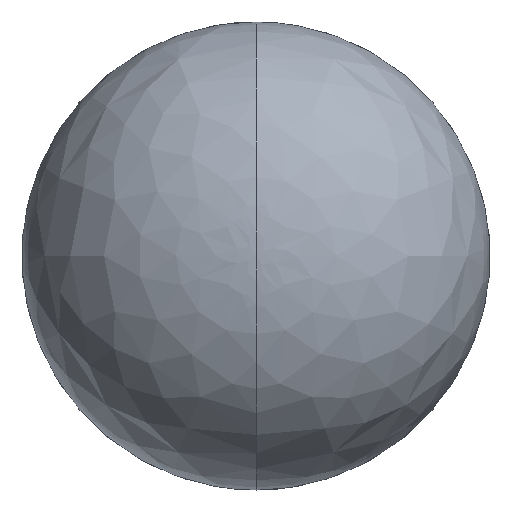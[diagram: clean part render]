
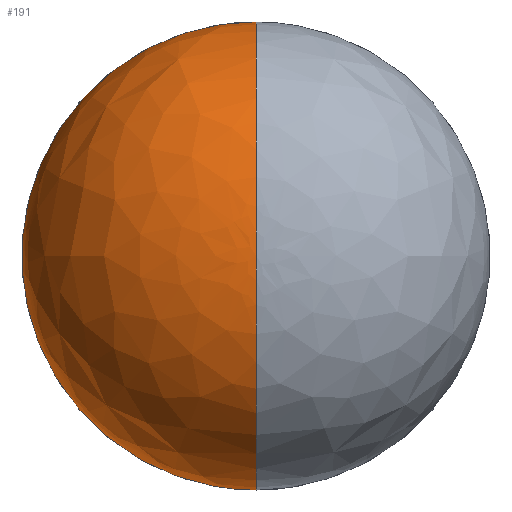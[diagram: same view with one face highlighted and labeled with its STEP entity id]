
A CAD part, top view. The second image highlights one B-rep face of the part: STEP entity #191.
In plain terms, the highlighted free-form (B-spline) face has degree [2, 3] with [5, 5] control points.
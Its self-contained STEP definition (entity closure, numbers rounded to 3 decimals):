
#42=B_SPLINE_CURVE_WITH_KNOTS('',3,(#1636,#1637,#1638,#1639,#1640),
 .UNSPECIFIED.,.F.,.F.,(4,1,4),(0.,104.01,194.5),
 .UNSPECIFIED.);
#43=B_SPLINE_CURVE_WITH_KNOTS('',3,(#1641,#1642,#1643,#1644,#1645),
 .UNSPECIFIED.,.F.,.F.,(4,1,4),(0.,104.01,194.5),
 .UNSPECIFIED.);
#91=(
BOUNDED_SURFACE()
B_SPLINE_SURFACE(2,3,((#1573,#1574,#1575,#1576,#1577),(#1578,#1579,#1580,
#1581,#1582),(#1583,#1584,#1585,#1586,#1587),(#1588,#1589,#1590,#1591,#1592),
(#1593,#1594,#1595,#1596,#1597)),.UNSPECIFIED.,.F.,.F.,.F.)
B_SPLINE_SURFACE_WITH_KNOTS((3,2,3),(4,1,4),(0.,204.199,408.398),
(0.,104.01,194.5),.UNSPECIFIED.)
GEOMETRIC_REPRESENTATION_ITEM()
RATIONAL_B_SPLINE_SURFACE(((1.,1.,1.,1.,1.),(0.707,0.707,
0.707,0.707,0.707),(1.,1.,1.,1.,1.),
(0.707,0.707,0.707,0.707,
0.707),(1.,1.,1.,1.,1.)))
REPRESENTATION_ITEM('')
SURFACE()
);
#191=ADVANCED_FACE('',(#226),#91,.T.);
#226=FACE_OUTER_BOUND('',#261,.T.);
#261=EDGE_LOOP('',(#360,#361,#362));
#360=ORIENTED_EDGE('',*,*,#480,.T.);
#361=ORIENTED_EDGE('',*,*,#479,.F.);
#362=ORIENTED_EDGE('',*,*,#477,.T.);
#477=EDGE_CURVE('',#647,#648,#578,.T.);
#479=EDGE_CURVE('',#647,#646,#42,.T.);
#480=EDGE_CURVE('',#648,#646,#43,.T.);
#578=(
BOUNDED_CURVE()
B_SPLINE_CURVE(2,(#1626,#1627,#1628,#1629,#1630),.UNSPECIFIED.,.F.,.F.)
B_SPLINE_CURVE_WITH_KNOTS((3,2,3),(0.,204.199,408.398),
 .UNSPECIFIED.)
CURVE()
GEOMETRIC_REPRESENTATION_ITEM()
RATIONAL_B_SPLINE_CURVE((1.,0.707,1.,0.707,1.))
REPRESENTATION_ITEM('')
);
#646=VERTEX_POINT('',#1623);
#647=VERTEX_POINT('',#1624);
#648=VERTEX_POINT('',#1625);
#1573=CARTESIAN_POINT('',(0.,129.997,110.133));
#1574=CARTESIAN_POINT('',(0.,129.997,147.493));
#1575=CARTESIAN_POINT('',(0.,95.976,209.603));
#1576=CARTESIAN_POINT('',(0.,29.929,225.144));
#1577=CARTESIAN_POINT('',(0.,0.,225.144));
#1578=CARTESIAN_POINT('',(-129.997,129.997,110.133));
#1579=CARTESIAN_POINT('',(-129.997,129.997,147.493));
#1580=CARTESIAN_POINT('',(-95.976,95.976,209.603));
#1581=CARTESIAN_POINT('',(-29.929,29.929,225.144));
#1582=CARTESIAN_POINT('',(0.,0.,225.144));
#1583=CARTESIAN_POINT('',(-129.997,0.,110.133));
#1584=CARTESIAN_POINT('',(-129.997,0.,147.493));
#1585=CARTESIAN_POINT('',(-95.976,0.,209.603));
#1586=CARTESIAN_POINT('',(-29.929,0.,225.144));
#1587=CARTESIAN_POINT('',(0.,0.,225.144));
#1588=CARTESIAN_POINT('',(-129.997,-129.997,110.133));
#1589=CARTESIAN_POINT('',(-129.997,-129.997,147.493));
#1590=CARTESIAN_POINT('',(-95.976,-95.976,209.603));
#1591=CARTESIAN_POINT('',(-29.929,-29.929,225.144));
#1592=CARTESIAN_POINT('',(0.,0.,225.144));
#1593=CARTESIAN_POINT('',(0.,-129.997,110.133));
#1594=CARTESIAN_POINT('',(0.,-129.997,147.493));
#1595=CARTESIAN_POINT('',(0.,-95.976,209.603));
#1596=CARTESIAN_POINT('',(0.,-29.929,225.144));
#1597=CARTESIAN_POINT('',(0.,0.,225.144));
#1623=CARTESIAN_POINT('',(0.,0.,225.144));
#1624=CARTESIAN_POINT('',(0.,129.997,110.133));
#1625=CARTESIAN_POINT('',(0.,-129.997,110.133));
#1626=CARTESIAN_POINT('',(0.,129.997,110.133));
#1627=CARTESIAN_POINT('',(-129.997,129.997,110.133));
#1628=CARTESIAN_POINT('',(-129.997,0.,110.133));
#1629=CARTESIAN_POINT('',(-129.997,-129.997,110.133));
#1630=CARTESIAN_POINT('',(0.,-129.997,110.133));
#1636=CARTESIAN_POINT('',(0.,129.997,110.133));
#1637=CARTESIAN_POINT('',(0.,129.997,147.493));
#1638=CARTESIAN_POINT('',(0.,95.976,209.603));
#1639=CARTESIAN_POINT('',(0.,29.929,225.144));
#1640=CARTESIAN_POINT('',(0.,0.,225.144));
#1641=CARTESIAN_POINT('',(0.,-129.997,110.133));
#1642=CARTESIAN_POINT('',(0.,-129.997,147.493));
#1643=CARTESIAN_POINT('',(0.,-95.976,209.603));
#1644=CARTESIAN_POINT('',(0.,-29.929,225.144));
#1645=CARTESIAN_POINT('',(0.,0.,225.144));
